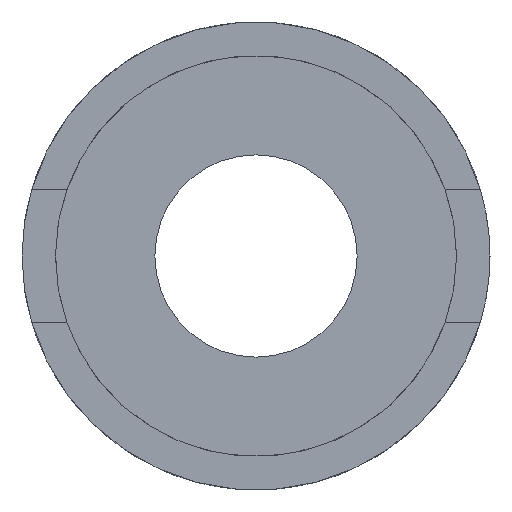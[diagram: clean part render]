
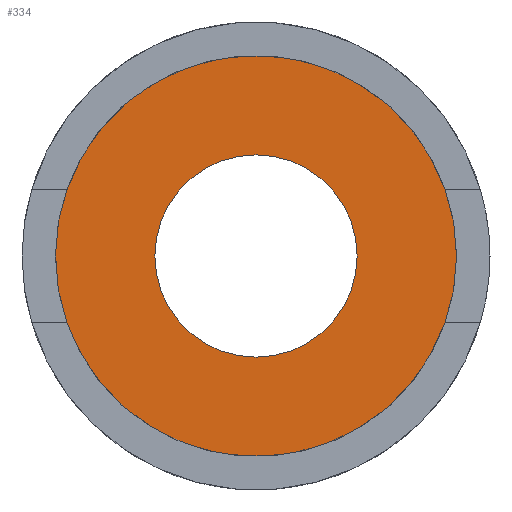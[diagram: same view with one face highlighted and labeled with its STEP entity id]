
A CAD part, left-side view. The second image highlights one B-rep face of the part: STEP entity #334.
In plain terms, the highlighted planar face has unit normal (-1, 0, 0).
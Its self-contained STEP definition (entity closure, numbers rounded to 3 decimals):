
#18=FACE_BOUND('',#79,.T.);
#38=CIRCLE('',#370,12.);
#39=CIRCLE('',#372,6.05);
#56=FACE_OUTER_BOUND('',#78,.T.);
#78=EDGE_LOOP('',(#260));
#79=EDGE_LOOP('',(#261));
#164=VERTEX_POINT('',#544);
#165=VERTEX_POINT('',#547);
#202=EDGE_CURVE('',#164,#164,#38,.T.);
#203=EDGE_CURVE('',#165,#165,#39,.T.);
#260=ORIENTED_EDGE('',*,*,#202,.F.);
#261=ORIENTED_EDGE('',*,*,#203,.F.);
#318=PLANE('',#371);
#334=ADVANCED_FACE('',(#56,#18),#318,.F.);
#370=AXIS2_PLACEMENT_3D('',#545,#441,#442);
#371=AXIS2_PLACEMENT_3D('',#546,#443,#444);
#372=AXIS2_PLACEMENT_3D('',#548,#445,#446);
#441=DIRECTION('center_axis',(1.,0.,0.));
#442=DIRECTION('ref_axis',(0.,0.,-1.));
#443=DIRECTION('center_axis',(1.,0.,0.));
#444=DIRECTION('ref_axis',(0.,0.,-1.));
#445=DIRECTION('center_axis',(-1.,0.,0.));
#446=DIRECTION('ref_axis',(0.,0.,-1.));
#544=CARTESIAN_POINT('',(30.,0.,12.));
#545=CARTESIAN_POINT('Origin',(30.,0.,0.));
#546=CARTESIAN_POINT('Origin',(30.,0.,0.));
#547=CARTESIAN_POINT('',(30.,0.,6.05));
#548=CARTESIAN_POINT('Origin',(30.,0.,0.));
